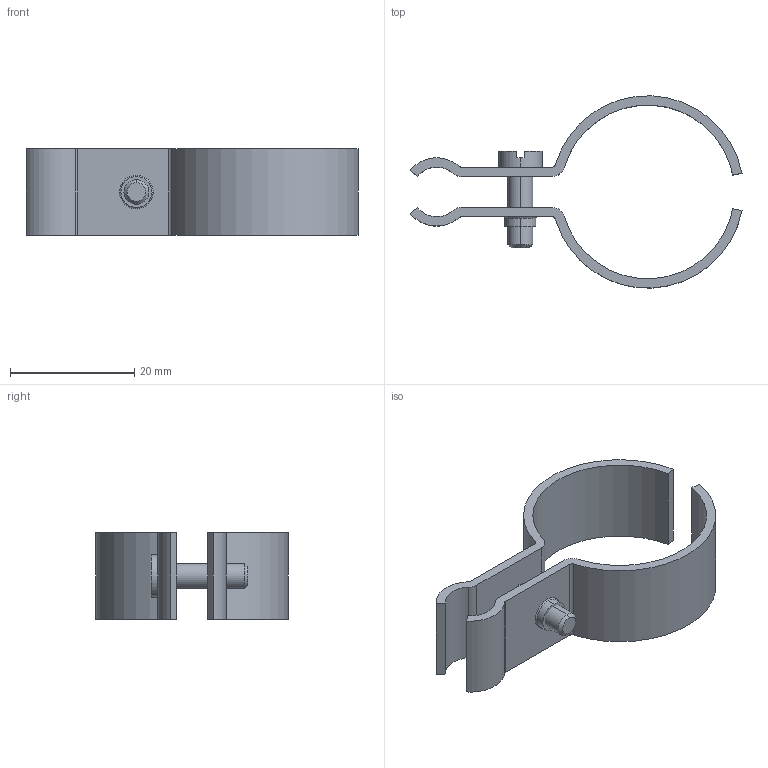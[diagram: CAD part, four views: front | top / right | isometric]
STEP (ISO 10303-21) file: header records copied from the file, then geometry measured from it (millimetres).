
FILE_DESCRIPTION (( 'STEP AP214' ), '1' );
FILE_NAME ('1404288.stp', '2018-03-14T13:59:19', ( '' ), ( '' ), 'SwSTEP 2.0', 'SolidWorks 2016', '' );
FILE_SCHEMA (( 'AUTOMOTIVE_DESIGN' ));
Length unit declared in the file: millimetre
Products named in the file (4): Oberteil; Unterteil; Zylinderschraube_ISO_1207_-_M4_x_16_-_.1.1; 1404288
Assembly tree (3 placements, depth 2):
  1404288
    Zylinderschraube_ISO_1207_-_M4_x_16_-_.1.1
    Unterteil
    Oberteil
Bounding box: 53.5 x 30.97 x 14 mm (x, y, z)
Volume: 2928.9 mm3; surface area: 4392 mm2
Topology: 3 solids, 3 shells, 50 faces, 124 edges, 82 vertices
Faces by surface type: cylinder 26, plane 20, cone 2, bspline 2
Entity records: 2318 total; most frequent: CARTESIAN_POINT 366, DIRECTION 292, ORIENTED_EDGE 248, EDGE_CURVE 124, AXIS2_PLACEMENT_3D 116, VERTEX_POINT 82, CIRCLE 62, LINE 60
